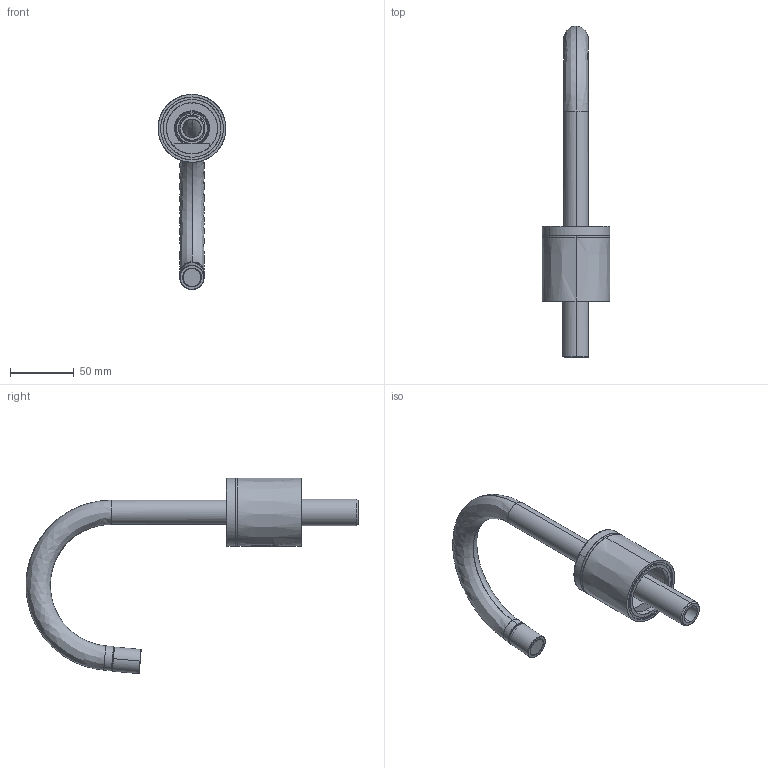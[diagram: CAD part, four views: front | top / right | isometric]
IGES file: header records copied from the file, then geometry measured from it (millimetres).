
Start section: SolidWorks IGES file using analytic representation for surfaces
Global section: file name: Gooseneck Glow.IGS; native system: SolidWorks 2021; preprocessor: SolidWorks 2021; author: karl; date: 210824.120205; units: millimetre
Bounding box: 53 x 259.55 x 152.55 mm (x, y, z)
Surface area: 83239.4 mm2 (no closed solid volume)
Topology: 0 solids, 0 shells, 320 faces, 4230 edges, 4220 vertices
Faces by surface type: revolution 174, bspline 146
